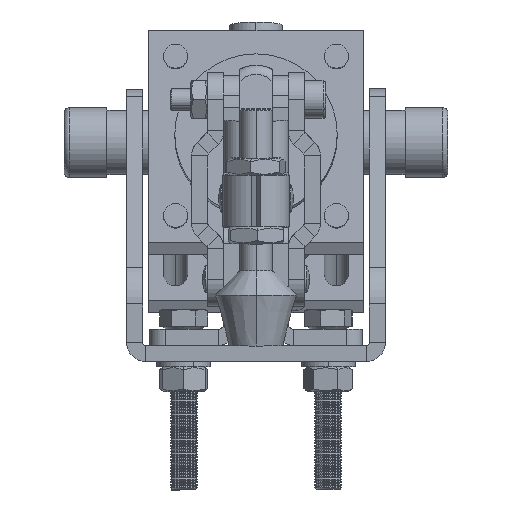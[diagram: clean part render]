
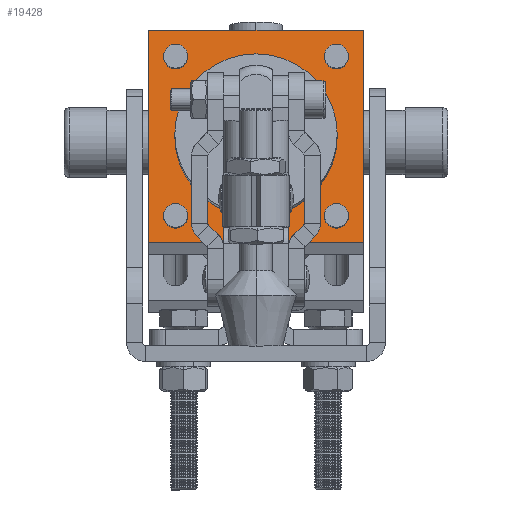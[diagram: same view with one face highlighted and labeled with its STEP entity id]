
A CAD part, left-side view. The second image highlights one B-rep face of the part: STEP entity #19428.
In plain terms, the highlighted face is planar.
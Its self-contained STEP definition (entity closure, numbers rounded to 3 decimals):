
#1851 = EDGE_LOOP ( 'NONE', ( #34689, #34691 ) ) ;
#1877 = EDGE_LOOP ( 'NONE', ( #34693, #34694, #34695, #34696 ) ) ;
#1882 = EDGE_LOOP ( 'NONE', ( #34684, #34687 ) ) ;
#1885 = EDGE_LOOP ( 'NONE', ( #34676, #34678 ) ) ;
#1887 = EDGE_LOOP ( 'NONE', ( #34680, #34682 ) ) ;
#1889 = EDGE_LOOP ( 'NONE', ( #34697, #34699 ) ) ;
#2731 = VERTEX_POINT ( 'NONE', #4517 ) ;
#2732 = VERTEX_POINT ( 'NONE', #4518 ) ;
#2743 = VERTEX_POINT ( 'NONE', #4529 ) ;
#2746 = VERTEX_POINT ( 'NONE', #4532 ) ;
#2755 = VERTEX_POINT ( 'NONE', #4541 ) ;
#2758 = VERTEX_POINT ( 'NONE', #4544 ) ;
#2767 = VERTEX_POINT ( 'NONE', #4553 ) ;
#2770 = VERTEX_POINT ( 'NONE', #4556 ) ;
#2807 = VERTEX_POINT ( 'NONE', #4593 ) ;
#2810 = VERTEX_POINT ( 'NONE', #4596 ) ;
#2819 = VERTEX_POINT ( 'NONE', #4605 ) ;
#2823 = VERTEX_POINT ( 'NONE', #4609 ) ;
#2825 = VERTEX_POINT ( 'NONE', #4611 ) ;
#2829 = VERTEX_POINT ( 'NONE', #4615 ) ;
#3911 = FACE_BOUND ( 'NONE', #1885, .T. ) ;
#3912 = FACE_BOUND ( 'NONE', #1882, .T. ) ;
#3913 = FACE_OUTER_BOUND ( 'NONE', #1877, .T. ) ;
#3914 = FACE_BOUND ( 'NONE', #1851, .T. ) ;
#3915 = FACE_BOUND ( 'NONE', #1887, .T. ) ;
#3916 = FACE_BOUND ( 'NONE', #1889, .T. ) ;
#4517 = CARTESIAN_POINT ( 'NONE',  ( 3., -12.75, 15. ) ) ;
#4518 = CARTESIAN_POINT ( 'NONE',  ( 3., -17.25, 15. ) ) ;
#4529 = CARTESIAN_POINT ( 'NONE',  ( 3., -12.75, -15. ) ) ;
#4532 = CARTESIAN_POINT ( 'NONE',  ( 3., -17.25, -15. ) ) ;
#4541 = CARTESIAN_POINT ( 'NONE',  ( 3., 17.25, -15. ) ) ;
#4544 = CARTESIAN_POINT ( 'NONE',  ( 3., 12.75, -15. ) ) ;
#4553 = CARTESIAN_POINT ( 'NONE',  ( 3., 17.25, 15. ) ) ;
#4556 = CARTESIAN_POINT ( 'NONE',  ( 3., 12.75, 15. ) ) ;
#4593 = CARTESIAN_POINT ( 'NONE',  ( 3., 0., -15.15 ) ) ;
#4596 = CARTESIAN_POINT ( 'NONE',  ( 3., 0., 15.15 ) ) ;
#4605 = CARTESIAN_POINT ( 'NONE',  ( 3., 20., -20. ) ) ;
#4609 = CARTESIAN_POINT ( 'NONE',  ( 3., 20., 20. ) ) ;
#4611 = CARTESIAN_POINT ( 'NONE',  ( 3., -20., -20. ) ) ;
#4615 = CARTESIAN_POINT ( 'NONE',  ( 3., -20., 20. ) ) ;
#6829 = AXIS2_PLACEMENT_3D ( 'NONE', #8772, #8767, #8774 ) ;
#8767 = DIRECTION ( 'NONE',  ( 1., 0., 0. ) ) ;
#8771 = PLANE ( 'NONE',  #6829 ) ;
#8772 = CARTESIAN_POINT ( 'NONE',  ( 3., 20., 20. ) ) ;
#8774 = DIRECTION ( 'NONE',  ( 0., 1., 0. ) ) ;
#13866 = AXIS2_PLACEMENT_3D ( 'NONE', #28986, #28987, #28988 ) ;
#13872 = AXIS2_PLACEMENT_3D ( 'NONE', #29016, #29017, #29018 ) ;
#13878 = AXIS2_PLACEMENT_3D ( 'NONE', #29046, #29047, #29048 ) ;
#13884 = AXIS2_PLACEMENT_3D ( 'NONE', #29076, #29077, #29078 ) ;
#13904 = AXIS2_PLACEMENT_3D ( 'NONE', #29176, #29177, #29178 ) ;
#13917 = AXIS2_PLACEMENT_3D ( 'NONE', #29240, #29241, #29242 ) ;
#13918 = AXIS2_PLACEMENT_3D ( 'NONE', #29243, #29244, #29245 ) ;
#13919 = AXIS2_PLACEMENT_3D ( 'NONE', #29248, #29249, #29250 ) ;
#13920 = AXIS2_PLACEMENT_3D ( 'NONE', #29253, #29254, #29255 ) ;
#13921 = AXIS2_PLACEMENT_3D ( 'NONE', #29260, #29261, #29262 ) ;
#19428 = ADVANCED_FACE ( 'NONE', ( #3911, #3915, #3912, #3914, #3913, #3916 ), #8771, .F. ) ;
#26279 = CIRCLE ( 'NONE', #13866, 2.25 ) ;
#26299 = CIRCLE ( 'NONE', #13872, 2.25 ) ;
#26317 = CIRCLE ( 'NONE', #13878, 2.25 ) ;
#26335 = CIRCLE ( 'NONE', #13884, 2.25 ) ;
#26395 = CIRCLE ( 'NONE', #13904, 15.15 ) ;
#26414 = LINE ( 'NONE', #29205, #26422 ) ;
#26422 = VECTOR ( 'NONE', #29210, 1000. ) ;
#26434 = LINE ( 'NONE', #29252, #26449 ) ;
#26438 = CIRCLE ( 'NONE', #13917, 2.25 ) ;
#26440 = CIRCLE ( 'NONE', #13918, 2.25 ) ;
#26441 = CIRCLE ( 'NONE', #13919, 2.25 ) ;
#26442 = CIRCLE ( 'NONE', #13920, 2.25 ) ;
#26443 = LINE ( 'NONE', #29246, #26445 ) ;
#26444 = LINE ( 'NONE', #29256, #26447 ) ;
#26445 = VECTOR ( 'NONE', #29247, 1000. ) ;
#26447 = VECTOR ( 'NONE', #29258, 1000. ) ;
#26448 = CIRCLE ( 'NONE', #13921, 15.15 ) ;
#26449 = VECTOR ( 'NONE', #29259, 1000. ) ;
#28986 = CARTESIAN_POINT ( 'NONE',  ( 3., -15., 15. ) ) ;
#28987 = DIRECTION ( 'NONE',  ( 1., 0., 0. ) ) ;
#28988 = DIRECTION ( 'NONE',  ( 0., 1., 0. ) ) ;
#29016 = CARTESIAN_POINT ( 'NONE',  ( 3., -15., -15. ) ) ;
#29017 = DIRECTION ( 'NONE',  ( 1., 0., 0. ) ) ;
#29018 = DIRECTION ( 'NONE',  ( 0., 1., 0. ) ) ;
#29046 = CARTESIAN_POINT ( 'NONE',  ( 3., 15., -15. ) ) ;
#29047 = DIRECTION ( 'NONE',  ( 1., 0., 0. ) ) ;
#29048 = DIRECTION ( 'NONE',  ( 0., 1., 0. ) ) ;
#29076 = CARTESIAN_POINT ( 'NONE',  ( 3., 15., 15. ) ) ;
#29077 = DIRECTION ( 'NONE',  ( 1., 0., 0. ) ) ;
#29078 = DIRECTION ( 'NONE',  ( 0., 1., 0. ) ) ;
#29176 = CARTESIAN_POINT ( 'NONE',  ( 3., 0., 0. ) ) ;
#29177 = DIRECTION ( 'NONE',  ( 1., 0., 0. ) ) ;
#29178 = DIRECTION ( 'NONE',  ( 0., 1., 0. ) ) ;
#29205 = CARTESIAN_POINT ( 'NONE',  ( 3., 20., 20. ) ) ;
#29210 = DIRECTION ( 'NONE',  ( 0., 0., -1. ) ) ;
#29240 = CARTESIAN_POINT ( 'NONE',  ( 3., -15., 15. ) ) ;
#29241 = DIRECTION ( 'NONE',  ( 1., 0., 0. ) ) ;
#29242 = DIRECTION ( 'NONE',  ( 0., 1., 0. ) ) ;
#29243 = CARTESIAN_POINT ( 'NONE',  ( 3., -15., -15. ) ) ;
#29244 = DIRECTION ( 'NONE',  ( 1., 0., 0. ) ) ;
#29245 = DIRECTION ( 'NONE',  ( 0., 1., 0. ) ) ;
#29246 = CARTESIAN_POINT ( 'NONE',  ( 3., 20., -20. ) ) ;
#29247 = DIRECTION ( 'NONE',  ( 0., -1., 0. ) ) ;
#29248 = CARTESIAN_POINT ( 'NONE',  ( 3., 15., -15. ) ) ;
#29249 = DIRECTION ( 'NONE',  ( 1., 0., 0. ) ) ;
#29250 = DIRECTION ( 'NONE',  ( 0., 1., 0. ) ) ;
#29252 = CARTESIAN_POINT ( 'NONE',  ( 3., 20., 20. ) ) ;
#29253 = CARTESIAN_POINT ( 'NONE',  ( 3., 15., 15. ) ) ;
#29254 = DIRECTION ( 'NONE',  ( 1., 0., 0. ) ) ;
#29255 = DIRECTION ( 'NONE',  ( 0., 1., 0. ) ) ;
#29256 = CARTESIAN_POINT ( 'NONE',  ( 3., -20., 20. ) ) ;
#29258 = DIRECTION ( 'NONE',  ( 0., 0., -1. ) ) ;
#29259 = DIRECTION ( 'NONE',  ( 0., -1., 0. ) ) ;
#29260 = CARTESIAN_POINT ( 'NONE',  ( 3., 0., 0. ) ) ;
#29261 = DIRECTION ( 'NONE',  ( 1., 0., 0. ) ) ;
#29262 = DIRECTION ( 'NONE',  ( 0., 1., 0. ) ) ;
#31414 = EDGE_CURVE ( 'NONE', #2731, #2732, #26279, .T. ) ;
#31426 = EDGE_CURVE ( 'NONE', #2743, #2746, #26299, .T. ) ;
#31438 = EDGE_CURVE ( 'NONE', #2755, #2758, #26317, .T. ) ;
#31450 = EDGE_CURVE ( 'NONE', #2767, #2770, #26335, .T. ) ;
#31490 = EDGE_CURVE ( 'NONE', #2807, #2810, #26395, .T. ) ;
#31504 = EDGE_CURVE ( 'NONE', #2823, #2819, #26414, .T. ) ;
#31517 = EDGE_CURVE ( 'NONE', #2732, #2731, #26438, .T. ) ;
#31518 = EDGE_CURVE ( 'NONE', #2746, #2743, #26440, .T. ) ;
#31519 = EDGE_CURVE ( 'NONE', #2758, #2755, #26441, .T. ) ;
#31520 = EDGE_CURVE ( 'NONE', #2770, #2767, #26442, .T. ) ;
#31521 = EDGE_CURVE ( 'NONE', #2819, #2825, #26443, .T. ) ;
#31522 = EDGE_CURVE ( 'NONE', #2829, #2825, #26444, .T. ) ;
#31523 = EDGE_CURVE ( 'NONE', #2823, #2829, #26434, .T. ) ;
#31524 = EDGE_CURVE ( 'NONE', #2810, #2807, #26448, .T. ) ;
#34676 = ORIENTED_EDGE ( 'NONE', *, *, #31517, .T. ) ;
#34678 = ORIENTED_EDGE ( 'NONE', *, *, #31414, .T. ) ;
#34680 = ORIENTED_EDGE ( 'NONE', *, *, #31518, .T. ) ;
#34682 = ORIENTED_EDGE ( 'NONE', *, *, #31426, .T. ) ;
#34684 = ORIENTED_EDGE ( 'NONE', *, *, #31519, .T. ) ;
#34687 = ORIENTED_EDGE ( 'NONE', *, *, #31438, .T. ) ;
#34689 = ORIENTED_EDGE ( 'NONE', *, *, #31520, .T. ) ;
#34691 = ORIENTED_EDGE ( 'NONE', *, *, #31450, .T. ) ;
#34693 = ORIENTED_EDGE ( 'NONE', *, *, #31521, .T. ) ;
#34694 = ORIENTED_EDGE ( 'NONE', *, *, #31522, .F. ) ;
#34695 = ORIENTED_EDGE ( 'NONE', *, *, #31523, .F. ) ;
#34696 = ORIENTED_EDGE ( 'NONE', *, *, #31504, .T. ) ;
#34697 = ORIENTED_EDGE ( 'NONE', *, *, #31524, .T. ) ;
#34699 = ORIENTED_EDGE ( 'NONE', *, *, #31490, .T. ) ;
